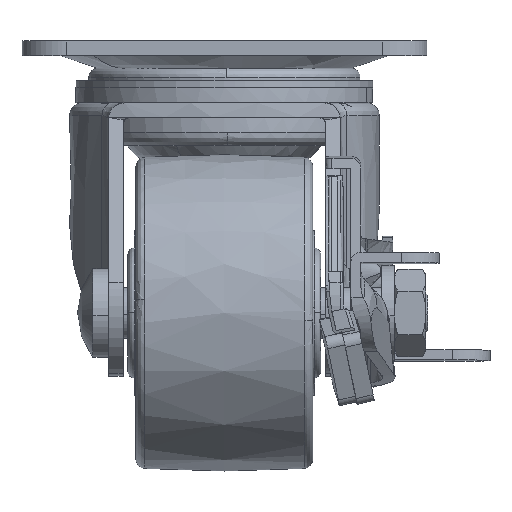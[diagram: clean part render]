
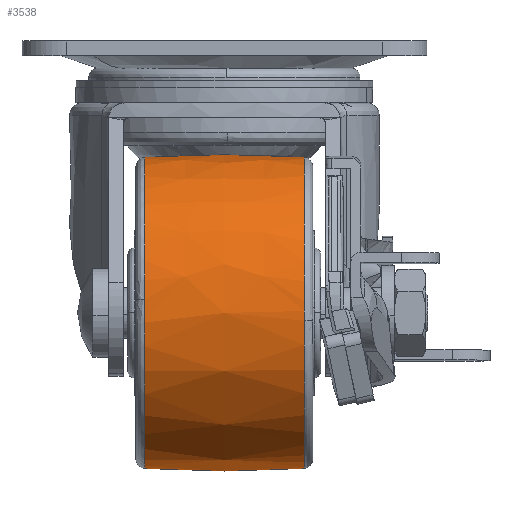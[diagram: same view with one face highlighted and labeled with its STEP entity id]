
A CAD part, left-side view. The second image highlights one B-rep face of the part: STEP entity #3538.
In plain terms, the highlighted free-form (B-spline) face has degree [2, 2] with [3, 5] control points.
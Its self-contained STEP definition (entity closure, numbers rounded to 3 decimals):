
#3240=CARTESIAN_POINT('',(-49.508,12.594,-40.839));
#3241=VERTEX_POINT('',#3240);
#3255=CARTESIAN_POINT('',(-25.0,12.594,-18.397));
#3256=VERTEX_POINT('',#3255);
#3257=CARTESIAN_POINT('',(-25.0,12.594,-18.397));
#3258=CARTESIAN_POINT('',(-47.529,12.594,-18.397));
#3259=CARTESIAN_POINT('',(-49.508,12.594,-40.839));
#3267=(BOUNDED_CURVE()B_SPLINE_CURVE(2,(#3257,#3258,#3259),.UNSPECIFIED.,.F.,.U.)B_SPLINE_CURVE_WITH_KNOTS((3,3),(0.5,0.735),.UNSPECIFIED.)CURVE()GEOMETRIC_REPRESENTATION_ITEM()RATIONAL_B_SPLINE_CURVE((1.0,0.725,0.966))REPRESENTATION_ITEM(''));
#3268=EDGE_CURVE('',#3256,#3241,#3267,.T.);
#3342=CARTESIAN_POINT('',(-25.0,12.594,-67.603));
#3343=VERTEX_POINT('',#3342);
#3357=CARTESIAN_POINT('',(-49.508,12.594,-40.839));
#3358=CARTESIAN_POINT('',(-49.603,12.594,-41.917));
#3359=CARTESIAN_POINT('',(-49.603,12.594,-43.));
#3360=CARTESIAN_POINT('',(-49.603,12.594,-67.603));
#3361=CARTESIAN_POINT('',(-25.0,12.594,-67.603));
#3369=(BOUNDED_CURVE()B_SPLINE_CURVE(2,(#3357,#3358,#3359,#3360,#3361),.UNSPECIFIED.,.F.,.U.)B_SPLINE_CURVE_WITH_KNOTS((3,2,3),(0.735,0.75,1.0),.UNSPECIFIED.)CURVE()GEOMETRIC_REPRESENTATION_ITEM()RATIONAL_B_SPLINE_CURVE((0.966,0.982,1.0,0.707,1.0))REPRESENTATION_ITEM(''));
#3370=EDGE_CURVE('',#3241,#3343,#3369,.T.);
#3414=CARTESIAN_POINT('',(-25.0,-12.594,-67.603));
#3415=VERTEX_POINT('',#3414);
#3416=CARTESIAN_POINT('',(-25.,-12.594,-67.603));
#3417=CARTESIAN_POINT('',(-25.,0.,-68.398));
#3418=CARTESIAN_POINT('',(-25.,12.594,-67.603));
#3426=(BOUNDED_CURVE()B_SPLINE_CURVE(2,(#3416,#3417,#3418),.UNSPECIFIED.,.F.,.U.)B_SPLINE_CURVE_WITH_KNOTS((3,3),(0.439,0.561),.UNSPECIFIED.)CURVE()GEOMETRIC_REPRESENTATION_ITEM()RATIONAL_B_SPLINE_CURVE((0.938,0.937,0.938))REPRESENTATION_ITEM(''));
#3427=EDGE_CURVE('',#3415,#3343,#3426,.T.);
#3431=CARTESIAN_POINT('',(-25.0,-12.594,-18.397));
#3432=VERTEX_POINT('',#3431);
#3433=CARTESIAN_POINT('',(-25.,-12.594,-18.397));
#3434=CARTESIAN_POINT('',(-25.,0.,-17.602));
#3435=CARTESIAN_POINT('',(-25.0,12.594,-18.397));
#3443=(BOUNDED_CURVE()B_SPLINE_CURVE(2,(#3433,#3434,#3435),.UNSPECIFIED.,.F.,.U.)B_SPLINE_CURVE_WITH_KNOTS((3,3),(0.439,0.561),.UNSPECIFIED.)CURVE()GEOMETRIC_REPRESENTATION_ITEM()RATIONAL_B_SPLINE_CURVE((0.938,0.937,0.938))REPRESENTATION_ITEM(''));
#3444=EDGE_CURVE('',#3432,#3256,#3443,.T.);
#3479=CARTESIAN_POINT('',(-25.,-13.85,-18.48));
#3480=CARTESIAN_POINT('',(-25.,0.,-17.519));
#3481=CARTESIAN_POINT('',(-25.0,13.85,-18.48));
#3482=CARTESIAN_POINT('',(-49.52,-13.85,-18.48));
#3483=CARTESIAN_POINT('',(-50.481,0.,-17.519));
#3484=CARTESIAN_POINT('',(-49.52,13.85,-18.48));
#3485=CARTESIAN_POINT('',(-49.52,-13.85,-43.0));
#3486=CARTESIAN_POINT('',(-50.481,0.,-43.0));
#3487=CARTESIAN_POINT('',(-49.52,13.85,-43.));
#3488=CARTESIAN_POINT('',(-49.52,-13.85,-67.52));
#3489=CARTESIAN_POINT('',(-50.481,0.,-68.481));
#3490=CARTESIAN_POINT('',(-49.52,13.85,-67.52));
#3491=CARTESIAN_POINT('',(-25.,-13.85,-67.52));
#3492=CARTESIAN_POINT('',(-25.,0.,-68.481));
#3493=CARTESIAN_POINT('',(-25.0,13.85,-67.52));
#3501=(BOUNDED_SURFACE()B_SPLINE_SURFACE(2,2,((#3479,#3482,#3485,#3488,#3491),(#3480,#3483,#3486,#3489,#3492),(#3481,#3484,#3487,#3490,#3493)),.UNSPECIFIED.,.F.,.F.,.U.)B_SPLINE_SURFACE_WITH_KNOTS((3,3),(3,2,3),(0.0,27.733),(0.0,41.421,82.843),.UNSPECIFIED.)GEOMETRIC_REPRESENTATION_ITEM()RATIONAL_B_SPLINE_SURFACE(((0.939,0.664,0.939,0.664,0.939),(0.936,0.662,0.936,0.662,0.936),(0.939,0.664,0.939,0.664,0.939)))REPRESENTATION_ITEM('')SURFACE());
#3502=ORIENTED_EDGE('',*,*,#3427,.F.);
#3503=CARTESIAN_POINT('',(-49.572,-12.594,-44.236));
#3504=VERTEX_POINT('',#3503);
#3505=CARTESIAN_POINT('',(-49.572,-12.594,-44.236));
#3506=CARTESIAN_POINT('',(-48.396,-12.594,-67.603));
#3507=CARTESIAN_POINT('',(-25.0,-12.594,-67.603));
#3515=(BOUNDED_CURVE()B_SPLINE_CURVE(2,(#3505,#3506,#3507),.UNSPECIFIED.,.F.,.U.)B_SPLINE_CURVE_WITH_KNOTS((3,3),(0.759,1.0),.UNSPECIFIED.)CURVE()GEOMETRIC_REPRESENTATION_ITEM()RATIONAL_B_SPLINE_CURVE((0.98,0.717,1.0))REPRESENTATION_ITEM(''));
#3516=EDGE_CURVE('',#3504,#3415,#3515,.T.);
#3517=ORIENTED_EDGE('',*,*,#3516,.F.);
#3518=CARTESIAN_POINT('',(-25.0,-12.594,-18.397));
#3519=CARTESIAN_POINT('',(-49.603,-12.594,-18.397));
#3520=CARTESIAN_POINT('',(-49.603,-12.594,-43.));
#3521=CARTESIAN_POINT('',(-49.603,-12.594,-43.618));
#3522=CARTESIAN_POINT('',(-49.572,-12.594,-44.236));
#3530=(BOUNDED_CURVE()B_SPLINE_CURVE(2,(#3518,#3519,#3520,#3521,#3522),.UNSPECIFIED.,.F.,.U.)B_SPLINE_CURVE_WITH_KNOTS((3,2,3),(0.5,0.75,0.759),.UNSPECIFIED.)CURVE()GEOMETRIC_REPRESENTATION_ITEM()RATIONAL_B_SPLINE_CURVE((1.0,0.707,1.0,0.99,0.98))REPRESENTATION_ITEM(''));
#3531=EDGE_CURVE('',#3432,#3504,#3530,.T.);
#3532=ORIENTED_EDGE('',*,*,#3531,.F.);
#3533=ORIENTED_EDGE('',*,*,#3444,.T.);
#3534=ORIENTED_EDGE('',*,*,#3268,.T.);
#3535=ORIENTED_EDGE('',*,*,#3370,.T.);
#3536=EDGE_LOOP('',(#3502,#3517,#3532,#3533,#3534,#3535));
#3537=FACE_OUTER_BOUND('',#3536,.T.);
#3538=ADVANCED_FACE('',(#3537),#3501,.T.);
